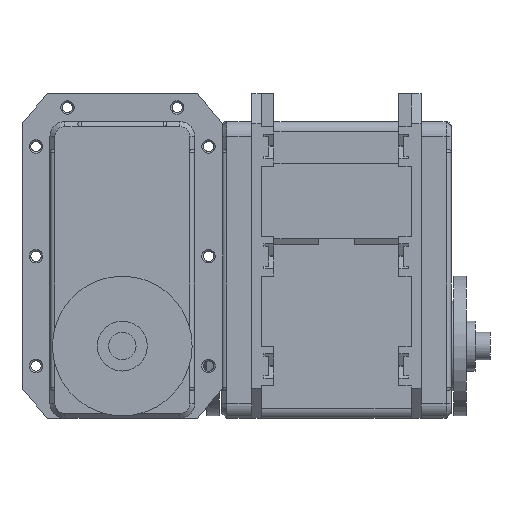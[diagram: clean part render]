
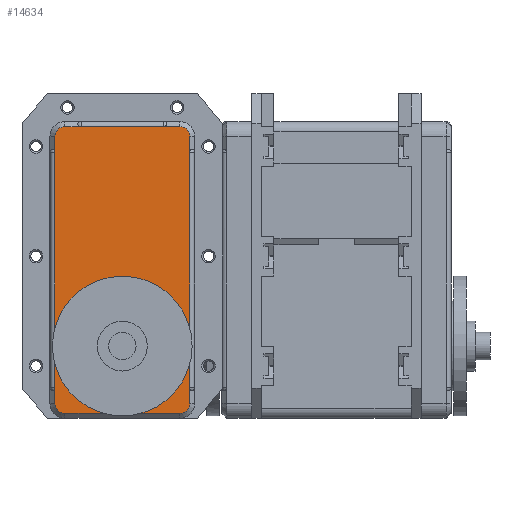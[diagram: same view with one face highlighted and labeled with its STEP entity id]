
A CAD part, front view. The second image highlights one B-rep face of the part: STEP entity #14634.
In plain terms, the highlighted planar face has unit normal (0, -1, 0).
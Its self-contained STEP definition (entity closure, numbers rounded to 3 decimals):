
#239=FACE_BOUND('',#1749,.T.);
#901=FACE_OUTER_BOUND('',#1748,.T.);
#1748=EDGE_LOOP('',(#12455,#12456,#12457,#12458,#12459,#12460,#12461,#12462,
#12463,#12464,#12465,#12466,#12467,#12468));
#1749=EDGE_LOOP('',(#12469));
#2199=CIRCLE('',#15604,2.);
#2200=CIRCLE('',#15605,2.);
#2201=CIRCLE('',#15606,2.);
#2202=CIRCLE('',#15607,2.);
#2203=CIRCLE('',#15608,9.);
#3474=LINE('',#22567,#5270);
#3478=LINE('',#22581,#5274);
#3585=LINE('',#22806,#5381);
#3723=LINE('',#23168,#5519);
#3754=LINE('',#23222,#5550);
#3759=LINE('',#23231,#5555);
#3760=LINE('',#23235,#5556);
#3761=LINE('',#23237,#5557);
#3762=LINE('',#23241,#5558);
#3763=LINE('',#23245,#5559);
#5270=VECTOR('',#18315,53.5);
#5274=VECTOR('',#18331,53.5);
#5381=VECTOR('',#18508,23.);
#5519=VECTOR('',#18872,23.);
#5550=VECTOR('',#18919,53.5);
#5555=VECTOR('',#18926,53.5);
#5556=VECTOR('',#18931,53.5);
#5557=VECTOR('',#18932,53.5);
#5558=VECTOR('',#18935,23.);
#5559=VECTOR('',#18940,23.);
#6751=VERTEX_POINT('',#22312);
#6774=VERTEX_POINT('',#22366);
#6782=VERTEX_POINT('',#22389);
#6848=VERTEX_POINT('',#22561);
#6852=VERTEX_POINT('',#22575);
#6935=VERTEX_POINT('',#22800);
#7047=VERTEX_POINT('',#23166);
#7062=VERTEX_POINT('',#23221);
#7065=VERTEX_POINT('',#23229);
#7066=VERTEX_POINT('',#23233);
#7067=VERTEX_POINT('',#23236);
#7068=VERTEX_POINT('',#23238);
#7069=VERTEX_POINT('',#23240);
#7070=VERTEX_POINT('',#23243);
#7071=VERTEX_POINT('',#23246);
#8664=EDGE_CURVE('',#6774,#6848,#3474,.T.);
#8671=EDGE_CURVE('',#6782,#6852,#3478,.T.);
#8781=EDGE_CURVE('',#6751,#6935,#3585,.T.);
#8952=EDGE_CURVE('',#6935,#7047,#3723,.T.);
#8983=EDGE_CURVE('',#7062,#6774,#3754,.T.);
#8988=EDGE_CURVE('',#6848,#7065,#3759,.T.);
#8989=EDGE_CURVE('',#7047,#7066,#2199,.T.);
#8990=EDGE_CURVE('',#7066,#6782,#3760,.T.);
#8991=EDGE_CURVE('',#6852,#7067,#3761,.T.);
#8992=EDGE_CURVE('',#7067,#7068,#2200,.T.);
#8993=EDGE_CURVE('',#7068,#7069,#3762,.T.);
#8994=EDGE_CURVE('',#7069,#7062,#2201,.T.);
#8995=EDGE_CURVE('',#7065,#7070,#2202,.T.);
#8996=EDGE_CURVE('',#7070,#6751,#3763,.T.);
#8997=EDGE_CURVE('',#7071,#7071,#2203,.T.);
#12455=ORIENTED_EDGE('',*,*,#8781,.T.);
#12456=ORIENTED_EDGE('',*,*,#8952,.T.);
#12457=ORIENTED_EDGE('',*,*,#8989,.T.);
#12458=ORIENTED_EDGE('',*,*,#8990,.T.);
#12459=ORIENTED_EDGE('',*,*,#8671,.T.);
#12460=ORIENTED_EDGE('',*,*,#8991,.T.);
#12461=ORIENTED_EDGE('',*,*,#8992,.T.);
#12462=ORIENTED_EDGE('',*,*,#8993,.T.);
#12463=ORIENTED_EDGE('',*,*,#8994,.T.);
#12464=ORIENTED_EDGE('',*,*,#8983,.T.);
#12465=ORIENTED_EDGE('',*,*,#8664,.T.);
#12466=ORIENTED_EDGE('',*,*,#8988,.T.);
#12467=ORIENTED_EDGE('',*,*,#8995,.T.);
#12468=ORIENTED_EDGE('',*,*,#8996,.T.);
#12469=ORIENTED_EDGE('',*,*,#8997,.F.);
#13935=PLANE('',#15603);
#14634=ADVANCED_FACE('',(#901,#239),#13935,.T.);
#15603=AXIS2_PLACEMENT_3D('',#23232,#18927,#18928);
#15604=AXIS2_PLACEMENT_3D('',#23234,#18929,#18930);
#15605=AXIS2_PLACEMENT_3D('',#23239,#18933,#18934);
#15606=AXIS2_PLACEMENT_3D('',#23242,#18936,#18937);
#15607=AXIS2_PLACEMENT_3D('',#23244,#18938,#18939);
#15608=AXIS2_PLACEMENT_3D('',#23247,#18941,#18942);
#18315=DIRECTION('',(0.,0.,1.));
#18331=DIRECTION('',(0.,0.,-1.));
#18508=DIRECTION('',(-1.,0.,0.));
#18872=DIRECTION('',(-1.,0.,0.));
#18919=DIRECTION('',(0.,0.,1.));
#18926=DIRECTION('',(0.,0.,1.));
#18927=DIRECTION('center_axis',(0.,-1.,0.));
#18928=DIRECTION('ref_axis',(-1.,0.,0.));
#18929=DIRECTION('center_axis',(0.,-1.,0.));
#18930=DIRECTION('ref_axis',(0.,0.,1.));
#18931=DIRECTION('',(0.,0.,-1.));
#18932=DIRECTION('',(0.,0.,-1.));
#18933=DIRECTION('center_axis',(0.,-1.,0.));
#18934=DIRECTION('ref_axis',(-1.,0.,0.));
#18935=DIRECTION('',(1.,0.,0.));
#18936=DIRECTION('center_axis',(0.,-1.,0.));
#18937=DIRECTION('ref_axis',(0.,0.,
-1.));
#18938=DIRECTION('center_axis',(0.,-1.,0.));
#18939=DIRECTION('ref_axis',(1.,0.,0.));
#18940=DIRECTION('',(-1.,0.,0.));
#18941=DIRECTION('center_axis',(0.,-1.,0.));
#18942=DIRECTION('ref_axis',(-1.,0.,0.));
#22312=CARTESIAN_POINT('',(-6.65,-23.,44.));
#22366=CARTESIAN_POINT('',(-1.4,-23.,-8.25));
#22389=CARTESIAN_POINT('',(-28.4,-23.,38.75));
#22561=CARTESIAN_POINT('',(-1.4,-23.,38.75));
#22567=CARTESIAN_POINT('',(-1.4,-23.,-11.5));
#22575=CARTESIAN_POINT('',(-28.4,-23.,-8.25));
#22581=CARTESIAN_POINT('',(-28.4,-23.,42.));
#22800=CARTESIAN_POINT('',(-23.15,-23.,44.));
#22806=CARTESIAN_POINT('',(-3.4,-23.,44.));
#23166=CARTESIAN_POINT('',(-26.4,-23.,44.));
#23168=CARTESIAN_POINT('',(-3.4,-23.,44.));
#23221=CARTESIAN_POINT('',(-1.4,-23.,-11.5));
#23222=CARTESIAN_POINT('',(-1.4,-23.,-11.5));
#23229=CARTESIAN_POINT('',(-1.4,-23.,42.));
#23231=CARTESIAN_POINT('',(-1.4,-23.,-11.5));
#23232=CARTESIAN_POINT('Origin',(-14.9,-23.,0.));
#23233=CARTESIAN_POINT('',(-28.4,-23.,42.));
#23234=CARTESIAN_POINT('Origin',(-26.4,-23.,42.));
#23235=CARTESIAN_POINT('',(-28.4,-23.,42.));
#23236=CARTESIAN_POINT('',(-28.4,-23.,-11.5));
#23237=CARTESIAN_POINT('',(-28.4,-23.,42.));
#23238=CARTESIAN_POINT('',(-26.4,-23.,-13.5));
#23239=CARTESIAN_POINT('Origin',(-26.4,-23.,-11.5));
#23240=CARTESIAN_POINT('',(-3.4,-23.,-13.5));
#23241=CARTESIAN_POINT('',(-26.4,-23.,-13.5));
#23242=CARTESIAN_POINT('Origin',(-3.4,-23.,-11.5));
#23243=CARTESIAN_POINT('',(-3.4,-23.,44.));
#23244=CARTESIAN_POINT('Origin',(-3.4,-23.,42.));
#23245=CARTESIAN_POINT('',(-3.4,-23.,44.));
#23246=CARTESIAN_POINT('',(-23.9,-23.,0.));
#23247=CARTESIAN_POINT('Origin',(-14.9,-23.,0.));
